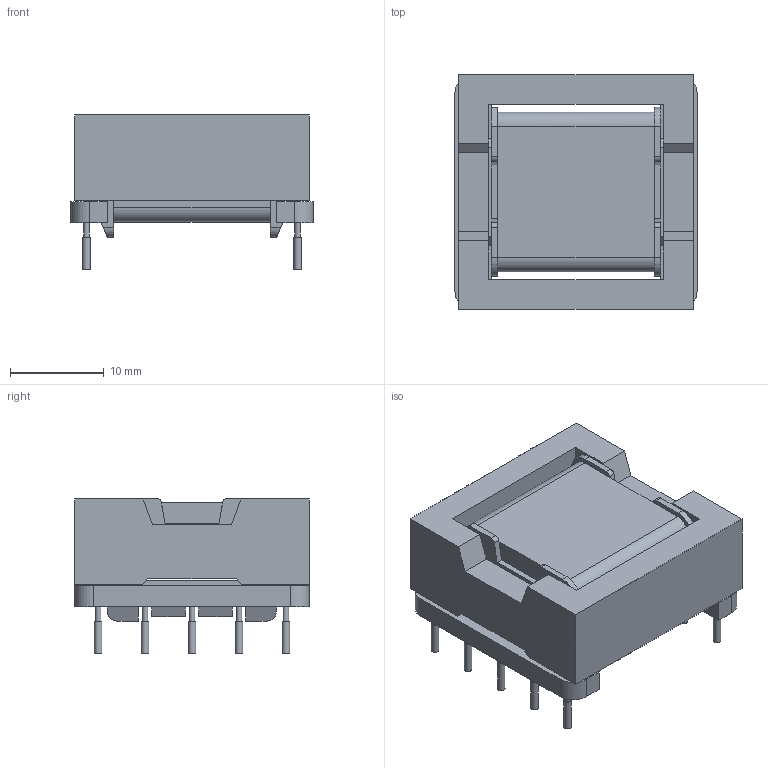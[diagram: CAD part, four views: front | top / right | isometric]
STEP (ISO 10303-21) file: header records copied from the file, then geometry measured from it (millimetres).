
FILE_DESCRIPTION(/* description */ ('Unknown'),/* implementation_level */ '2;1');
FILE_NAME(/* name */ 'T_Wurth_WE-PFC-EFD25',/* time_stamp */ '2025-10-23T16:48:58+08:00',/* author */ ('Unknown'),/* organization */ ('Unknown'),/* preprocessor_version */ 'ST-DEVELOPER v19.4',/* originating_system */ 'Solid Edge',/* authorisation */ 'Unknown');
FILE_SCHEMA (('AUTOMOTIVE_DESIGN {1 0 10303 214 3 1 1}'));
Length unit declared in the file: millimetre
Products named in the file (2): T_Wurth_WE-PFC-EFD25
Assembly tree (1 placements, depth 2):
  T_Wurth_WE-PFC-EFD25
    T_Wurth_WE-PFC-EFD25
Bounding box: 25.81 x 25 x 16.6 mm (x, y, z)
Volume: 6092.5 mm3; surface area: 5042 mm2
Topology: 2 solids, 2 shells, 166 faces, 429 edges, 283 vertices
Faces by surface type: plane 127, cylinder 39
Full cylindrical faces by diameter (mm): 0.6 x10, 0.8 x10
Entity records: 5889 total; most frequent: CARTESIAN_POINT 850, DIRECTION 820, ORIENTED_EDGE 808, EDGE_CURVE 404, LINE 324, VECTOR 324, VERTEX_POINT 278, AXIS2_PLACEMENT_3D 248
